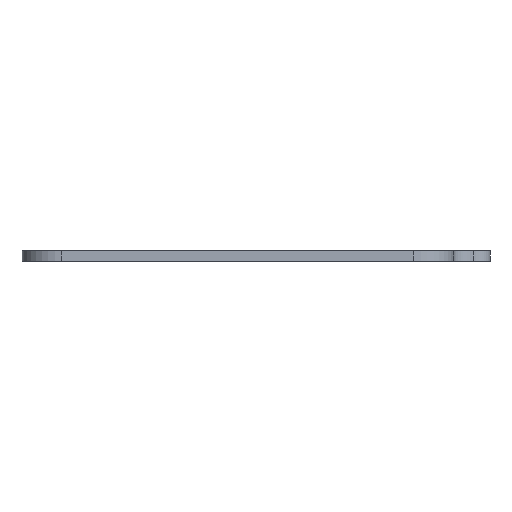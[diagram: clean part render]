
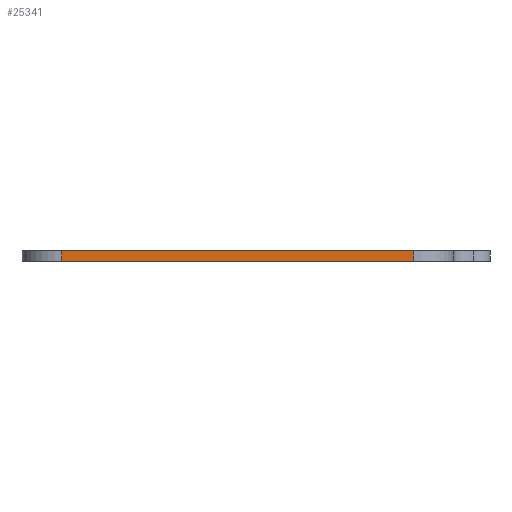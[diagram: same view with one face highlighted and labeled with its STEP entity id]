
A CAD part, front view. The second image highlights one B-rep face of the part: STEP entity #25341.
In plain terms, the highlighted planar face has unit normal (0, -1, 0).
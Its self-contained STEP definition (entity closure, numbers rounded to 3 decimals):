
#22220 = VERTEX_POINT('',#22221);
#22221 = CARTESIAN_POINT('',(0.5,-106.5,0.));
#22228 = EDGE_CURVE('',#22229,#22220,#22231,.T.);
#22229 = VERTEX_POINT('',#22230);
#22230 = CARTESIAN_POINT('',(53.5,-106.5,0.));
#22231 = LINE('',#22232,#22233);
#22232 = CARTESIAN_POINT('',(53.5,-106.5,0.));
#22233 = VECTOR('',#22234,1.);
#22234 = DIRECTION('',(-1.,0.,0.));
#23712 = VERTEX_POINT('',#23713);
#23713 = CARTESIAN_POINT('',(0.5,-106.5,1.51));
#23720 = EDGE_CURVE('',#23721,#23712,#23723,.T.);
#23721 = VERTEX_POINT('',#23722);
#23722 = CARTESIAN_POINT('',(53.5,-106.5,1.51));
#23723 = LINE('',#23724,#23725);
#23724 = CARTESIAN_POINT('',(53.5,-106.5,1.51));
#23725 = VECTOR('',#23726,1.);
#23726 = DIRECTION('',(-1.,0.,0.));
#25313 = EDGE_CURVE('',#22229,#23721,#25314,.T.);
#25314 = LINE('',#25315,#25316);
#25315 = CARTESIAN_POINT('',(53.5,-106.5,0.));
#25316 = VECTOR('',#25317,1.);
#25317 = DIRECTION('',(0.,0.,1.));
#25328 = EDGE_CURVE('',#22220,#23712,#25329,.T.);
#25329 = LINE('',#25330,#25331);
#25330 = CARTESIAN_POINT('',(0.5,-106.5,0.));
#25331 = VECTOR('',#25332,1.);
#25332 = DIRECTION('',(0.,0.,1.));
#25341 = ADVANCED_FACE('',(#25342),#25348,.T.);
#25342 = FACE_BOUND('',#25343,.T.);
#25343 = EDGE_LOOP('',(#25344,#25345,#25346,#25347));
#25344 = ORIENTED_EDGE('',*,*,#25313,.T.);
#25345 = ORIENTED_EDGE('',*,*,#23720,.T.);
#25346 = ORIENTED_EDGE('',*,*,#25328,.F.);
#25347 = ORIENTED_EDGE('',*,*,#22228,.F.);
#25348 = PLANE('',#25349);
#25349 = AXIS2_PLACEMENT_3D('',#25350,#25351,#25352);
#25350 = CARTESIAN_POINT('',(53.5,-106.5,0.));
#25351 = DIRECTION('',(0.,-1.,0.));
#25352 = DIRECTION('',(-1.,0.,0.));
